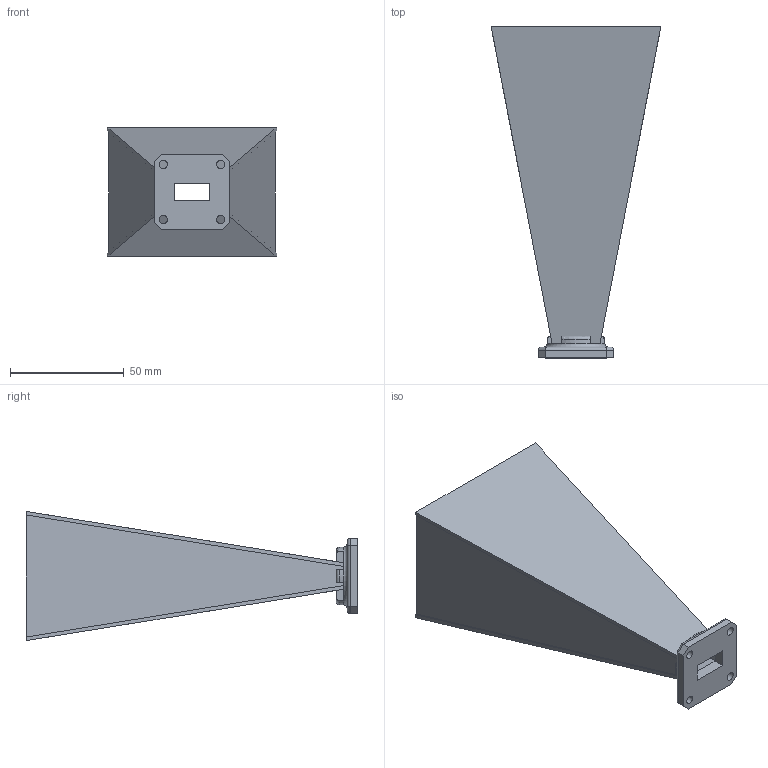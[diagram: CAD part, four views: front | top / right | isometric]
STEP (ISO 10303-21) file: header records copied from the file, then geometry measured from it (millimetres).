
FILE_DESCRIPTION (( 'STEP AP214' ), '1' );
FILE_NAME ('PE9854B-20.STEP', '2021-01-06T14:14:30', ( '' ), ( '' ), 'SwSTEP 2.0', 'SolidWorks 2018', '' );
FILE_SCHEMA (( 'AUTOMOTIVE_DESIGN' ));
Length unit declared in the file: inch
Products named in the file (1): PE9854B-20
Bounding box: 74.78 x 146.05 x 56.85 mm (x, y, z)
Volume: 40686.3 mm3; surface area: 48095.6 mm2
Topology: 1 solids, 1 shells, 68 faces, 187 edges, 121 vertices
Faces by surface type: plane 48, cylinder 15, torus 5
Full cylindrical faces by diameter (mm): 3.658 x4, 25.4 x1
Entity records: 2222 total; most frequent: CARTESIAN_POINT 509, ORIENTED_EDGE 360, DIRECTION 312, EDGE_CURVE 180, VECTOR 130, LINE 130, VERTEX_POINT 120, AXIS2_PLACEMENT_3D 91
